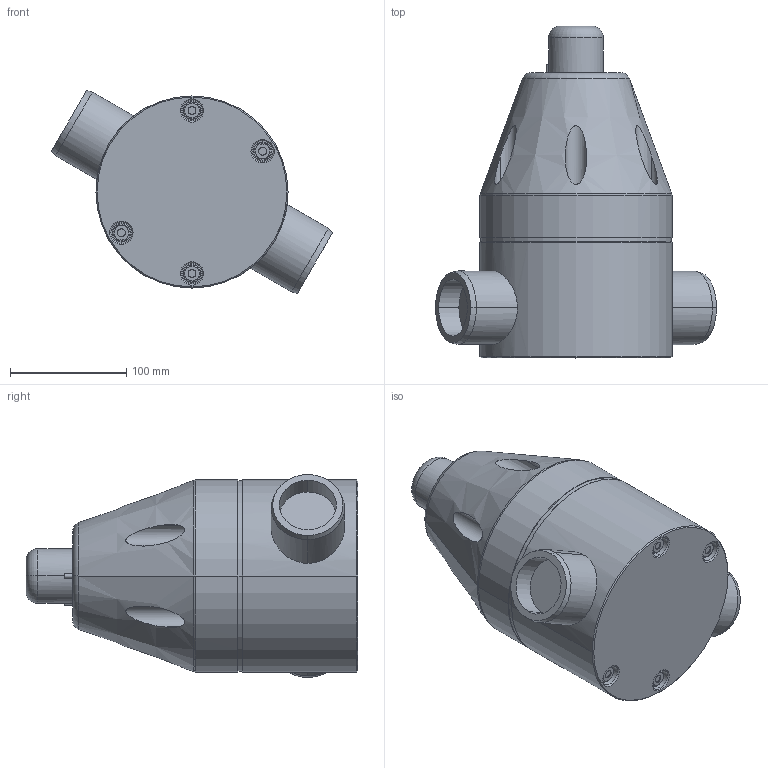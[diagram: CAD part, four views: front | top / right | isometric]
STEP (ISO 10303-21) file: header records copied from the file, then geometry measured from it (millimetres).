
FILE_DESCRIPTION((''),'2;1');
FILE_NAME('TEIL_TEST','2019-03-08T',('Kattner'),(''),'PRO/ENGINEER BY PARAMETRIC TECHNOLOGY CORPORATION, 2016360','PRO/ENGINEER BY PARAMETRIC TECHNOLOGY CORPORATION, 2016360','');
FILE_SCHEMA(('AUTOMOTIVE_DESIGN { 1 0 10303 214 1 1 1 1 }'));
Length unit declared in the file: millimetre
Products named in the file (1): TEIL_TEST
Bounding box: 241.47 x 285 x 174.24 mm (x, y, z)
Volume: 4514791.9 mm3; surface area: 192665.5 mm2
Topology: 1 solids, 1 shells, 218 faces, 472 edges, 296 vertices
Faces by surface type: cylinder 78, plane 68, cone 54, torus 18
Entity records: 7154 total; most frequent: CARTESIAN_POINT 2208, DIRECTION 1094, ORIENTED_EDGE 944, EDGE_CURVE 472, AXIS2_PLACEMENT_3D 468, VERTEX_POINT 296, EDGE_LOOP 258, CIRCLE 250
